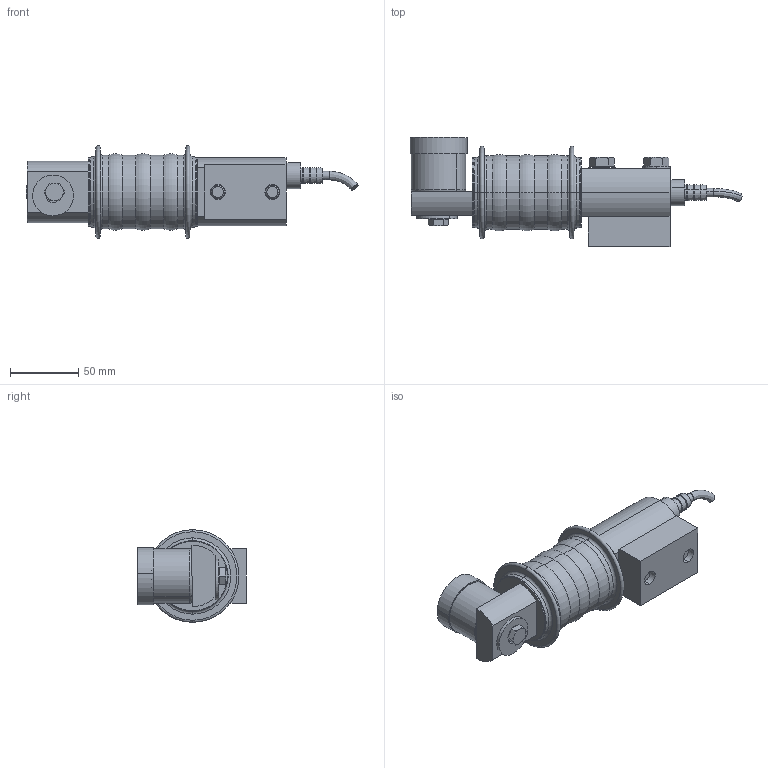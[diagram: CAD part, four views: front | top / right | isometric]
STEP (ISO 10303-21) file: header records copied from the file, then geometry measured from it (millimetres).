
FILE_DESCRIPTION (( 'STEP AP214' ), '1' );
FILE_NAME ('Beam Load Cell 0-100kg.STEP', '2017-06-29T20:44:15', ( '' ), ( '' ), 'SwSTEP 2.0', 'SolidWorks 2016', '' );
FILE_SCHEMA (( 'AUTOMOTIVE_DESIGN' ));
Length unit declared in the file: millimetre
Products named in the file (14): ISO 7046-1 - M8 x 16 - Z --- 16N_ISO 7046-1 - M8 x 16 - Z --- 16N; Steel cylinder ø42x12; Afstands skive; Washer DIN 9021 - 10.5_Washer DIN 9021 - 10.5; ISO 4017 - M8 x 25-N_ISO 4017 - M8 x 25-N; Washer DIN 125 - A 10.5_Washer DIN 125 - A 10.5; Beam Load cell BL; AD4030_Rubber; ISO 4015 - M10 x 55 x 26-N_ISO 4015 - M10 x 55 x 26-N; O-ring 10x2.65-A-ISO 3601-1_O-ring 10x2.65-A-ISO 3601-1; El-Tilgang_std; AD4030; AD4030_St; Beam Load Cell 0-100kg
Assembly tree (16 placements, depth 3):
  Beam Load Cell 0-100kg
    AD4030
      AD4030_St  x2
      AD4030_Rubber
    Steel cylinder ø42x12
    Afstands skive
    ISO 4015 - M10 x 55 x 26-N_ISO 4015 - M10 x 55 x 26-N  x2
    Washer DIN 9021 - 10.5_Washer DIN 9021 - 10.5
    O-ring 10x2.65-A-ISO 3601-1_O-ring 10x2.65-A-ISO 3601-1
    Washer DIN 125 - A 10.5_Washer DIN 125 - A 10.5  x2
    ISO 4017 - M8 x 25-N_ISO 4017 - M8 x 25-N
    ISO 7046-1 - M8 x 16 - Z --- 16N_ISO 7046-1 - M8 x 16 - Z --- 16N
    Beam Load cell BL
    El-Tilgang_std
Bounding box: 243.74 x 80 x 68 mm (x, y, z)
Volume: 439622 mm3; surface area: 79182.4 mm2
Topology: 15 solids, 15 shells, 256 faces, 542 edges, 329 vertices
Faces by surface type: plane 92, cylinder 84, cone 44, torus 34, bspline 2
Entity records: 7167 total; most frequent: CARTESIAN_POINT 1260, DIRECTION 1178, ORIENTED_EDGE 944, AXIS2_PLACEMENT_3D 499, EDGE_CURVE 472, VERTEX_POINT 287, EDGE_LOOP 259, CIRCLE 258
